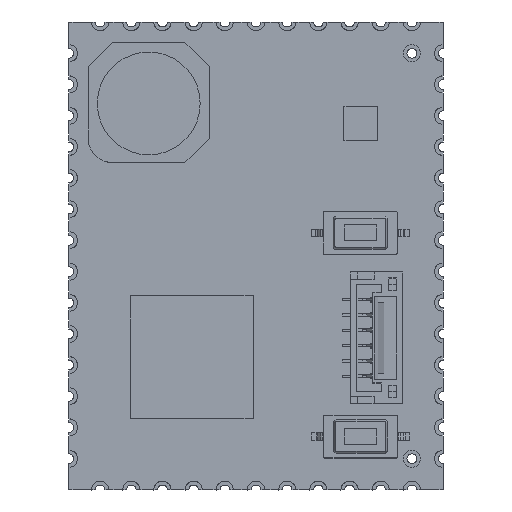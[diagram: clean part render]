
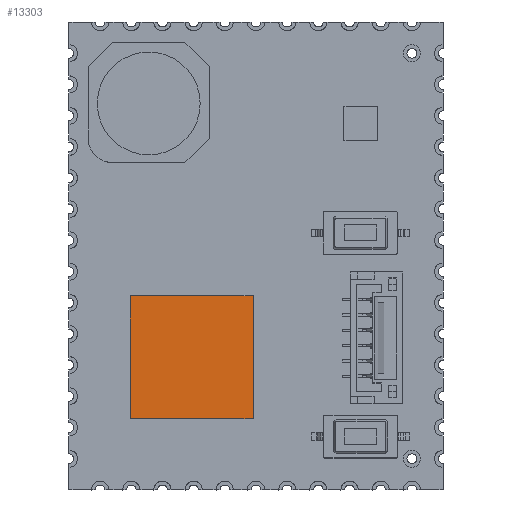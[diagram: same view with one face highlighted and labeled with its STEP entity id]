
A CAD part, top view. The second image highlights one B-rep face of the part: STEP entity #13303.
In plain terms, the highlighted planar face has unit normal (0, 0, 1).
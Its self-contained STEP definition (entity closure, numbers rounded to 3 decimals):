
#140=PLANE('',#14189);
#735=FACE_OUTER_BOUND('',#1457,.T.);
#1457=EDGE_LOOP('',(#8998,#8999,#9000,#9001));
#2268=LINE('',#19065,#3837);
#2271=LINE('',#19071,#3840);
#2274=LINE('',#19077,#3843);
#2277=LINE('',#19081,#3846);
#3837=VECTOR('',#15327,10.);
#3840=VECTOR('',#15332,10.);
#3843=VECTOR('',#15337,10.);
#3846=VECTOR('',#15342,10.);
#5749=VERTEX_POINT('',#19062);
#5750=VERTEX_POINT('',#19064);
#5752=VERTEX_POINT('',#19070);
#5754=VERTEX_POINT('',#19076);
#7036=EDGE_CURVE('',#5750,#5749,#2268,.T.);
#7039=EDGE_CURVE('',#5752,#5750,#2271,.T.);
#7042=EDGE_CURVE('',#5754,#5752,#2274,.T.);
#7045=EDGE_CURVE('',#5749,#5754,#2277,.T.);
#8998=ORIENTED_EDGE('',*,*,#7045,.T.);
#8999=ORIENTED_EDGE('',*,*,#7042,.T.);
#9000=ORIENTED_EDGE('',*,*,#7039,.T.);
#9001=ORIENTED_EDGE('',*,*,#7036,.T.);
#13303=ADVANCED_FACE('',(#735),#140,.T.);
#14189=AXIS2_PLACEMENT_3D('',#19082,#15343,#15344);
#15327=DIRECTION('',(0.,-1.,0.));
#15332=DIRECTION('',(-1.,0.,0.));
#15337=DIRECTION('',(0.,1.,0.));
#15342=DIRECTION('',(1.,0.,0.));
#15343=DIRECTION('center_axis',(0.,0.,1.));
#15344=DIRECTION('ref_axis',(1.,0.,0.));
#19062=CARTESIAN_POINT('',(-10.24,-13.25,2.6));
#19064=CARTESIAN_POINT('',(-10.24,-3.25,2.6));
#19065=CARTESIAN_POINT('',(-10.24,-3.25,2.6));
#19070=CARTESIAN_POINT('',(-0.24,-3.25,2.6));
#19071=CARTESIAN_POINT('',(-0.24,-3.25,2.6));
#19076=CARTESIAN_POINT('',(-0.24,-13.25,2.6));
#19077=CARTESIAN_POINT('',(-0.24,-13.25,2.6));
#19081=CARTESIAN_POINT('',(-10.24,-13.25,2.6));
#19082=CARTESIAN_POINT('Origin',(-5.24,-8.25,2.6));
